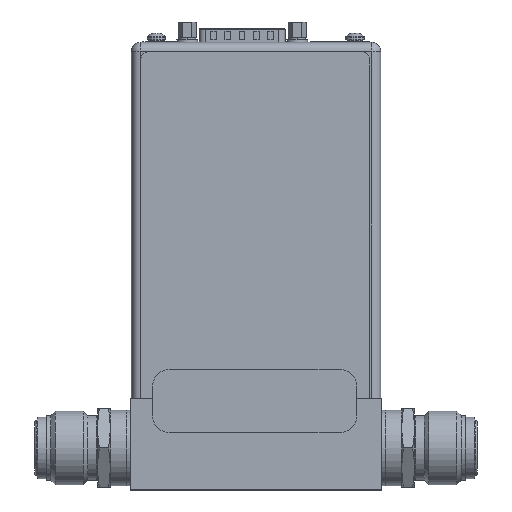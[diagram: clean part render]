
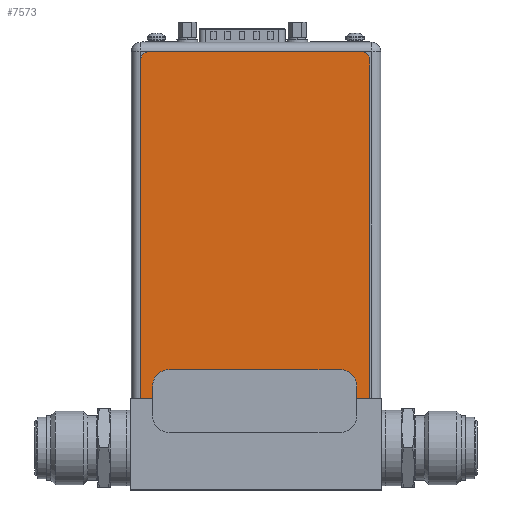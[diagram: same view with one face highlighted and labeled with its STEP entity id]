
A CAD part, top view. The second image highlights one B-rep face of the part: STEP entity #7573.
In plain terms, the highlighted planar face has unit normal (0, 0, 1).
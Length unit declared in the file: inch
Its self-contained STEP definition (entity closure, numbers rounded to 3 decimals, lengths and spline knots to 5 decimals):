
#7394=DIRECTION('',(0.,1.,0.));
#7395=VECTOR('',#7394,4.04);
#7396=CARTESIAN_POINT('',(2.73,0.,0.004));
#7397=LINE('',#7396,#7395);
#7402=DIRECTION('',(1.,0.,0.));
#7403=VECTOR('',#7402,2.73);
#7404=CARTESIAN_POINT('',(0.,0.,0.004));
#7405=LINE('',#7404,#7403);
#7406=DIRECTION('',(0.,-1.,0.));
#7407=VECTOR('',#7406,4.04);
#7408=CARTESIAN_POINT('',(0.,4.04,0.004));
#7409=LINE('',#7408,#7407);
#7418=DIRECTION('',(-1.,0.,0.));
#7419=VECTOR('',#7418,2.53);
#7420=CARTESIAN_POINT('',(2.63,4.14,0.004));
#7421=LINE('',#7420,#7419);
#7422=CARTESIAN_POINT('',(2.63,4.04,0.004));
#7423=DIRECTION('',(0.,0.,-1.));
#7424=DIRECTION('',(0.,1.,0.));
#7425=AXIS2_PLACEMENT_3D('',#7422,#7423,#7424);
#7427=CARTESIAN_POINT('',(0.1,4.04,0.004));
#7428=DIRECTION('',(0.,0.,-1.));
#7429=DIRECTION('',(-1.,0.,0.));
#7430=AXIS2_PLACEMENT_3D('',#7427,#7428,#7429);
#7444=CARTESIAN_POINT('',(2.73,4.04,0.004));
#7445=VERTEX_POINT('',#7444);
#7446=CARTESIAN_POINT('',(2.63,4.14,0.004));
#7447=VERTEX_POINT('',#7446);
#7448=CARTESIAN_POINT('',(2.73,0.,0.004));
#7449=VERTEX_POINT('',#7448);
#7450=CARTESIAN_POINT('',(0.,0.,0.004));
#7451=VERTEX_POINT('',#7450);
#7452=CARTESIAN_POINT('',(0.,4.04,0.004));
#7453=VERTEX_POINT('',#7452);
#7454=CARTESIAN_POINT('',(0.1,4.14,0.004));
#7455=VERTEX_POINT('',#7454);
#7560=CARTESIAN_POINT('',(0.,0.,0.004));
#7561=DIRECTION('',(0.,0.,1.));
#7562=DIRECTION('',(1.,0.,0.));
#7563=AXIS2_PLACEMENT_3D('',#7560,#7561,#7562);
#7564=PLANE('',#7563);
#7565=ORIENTED_EDGE('',*,*,#7484,.T.);
#7566=ORIENTED_EDGE('',*,*,#7500,.F.);
#7567=ORIENTED_EDGE('',*,*,#7513,.F.);
#7568=ORIENTED_EDGE('',*,*,#7526,.F.);
#7569=ORIENTED_EDGE('',*,*,#7541,.T.);
#7570=ORIENTED_EDGE('',*,*,#7553,.F.);
#7571=EDGE_LOOP('',(#7565,#7566,#7567,#7568,#7569,#7570));
#7572=FACE_OUTER_BOUND('',#7571,.F.);
#7573=ADVANCED_FACE('',(#7572),#7564,.T.);
#7426=CIRCLE('',#7425,0.1);
#7431=CIRCLE('',#7430,0.1);
#7484=EDGE_CURVE('',#7447,#7445,#7426,.T.);
#7500=EDGE_CURVE('',#7449,#7445,#7397,.T.);
#7513=EDGE_CURVE('',#7451,#7449,#7405,.T.);
#7526=EDGE_CURVE('',#7453,#7451,#7409,.T.);
#7541=EDGE_CURVE('',#7453,#7455,#7431,.T.);
#7553=EDGE_CURVE('',#7447,#7455,#7421,.T.);
